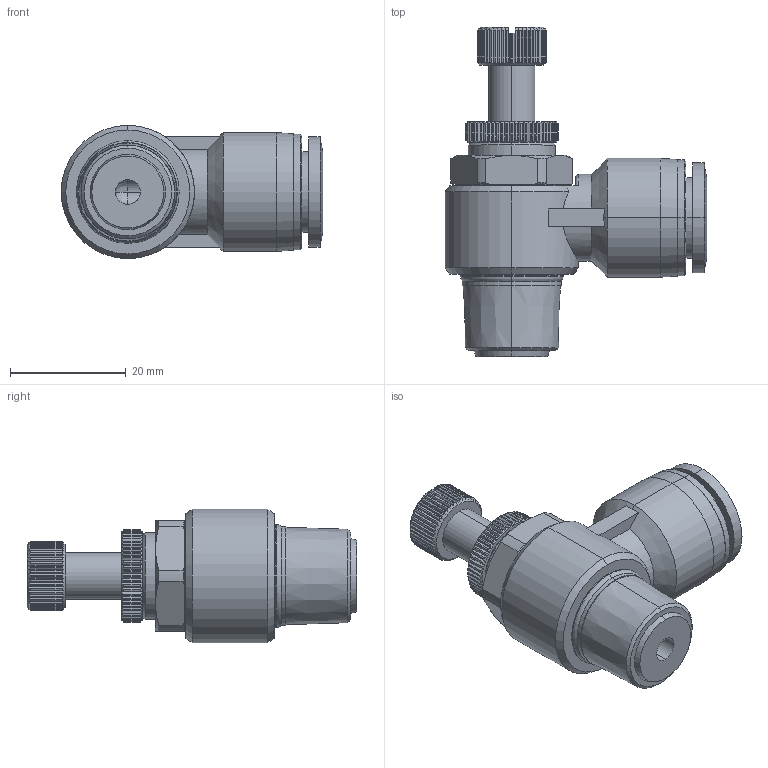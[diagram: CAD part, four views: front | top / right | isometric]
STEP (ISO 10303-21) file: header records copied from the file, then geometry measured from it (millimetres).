
FILE_DESCRIPTION (( 'STEP AP214' ), '1' );
FILE_NAME ('FVR12M-38R.step', '2016-02-24T20:35:44', ( '' ), ( '' ), 'SwSTEP 2.0', 'SolidWorks 2015', '' );
FILE_SCHEMA (( 'AUTOMOTIVE_DESIGN' ));
Length unit declared in the file: inch
Products named in the file (1): FVR12M-38R
Bounding box: 45.15 x 56.8 x 23 mm (x, y, z)
Volume: 16590.2 mm3; surface area: 7170.6 mm2
Topology: 1 solids, 1 shells, 567 faces, 1377 edges, 823 vertices
Faces by surface type: plane 255, cone 159, cylinder 144, bspline 7, torus 2
Entity records: 24352 total; most frequent: CARTESIAN_POINT 4369, ORIENTED_EDGE 2750, DIRECTION 2495, EDGE_CURVE 1375, AXIS2_PLACEMENT_3D 1033, VERTEX_POINT 823, EDGE_LOOP 582, UNCERTAINTY_MEASURE_WITH_UNIT 570
